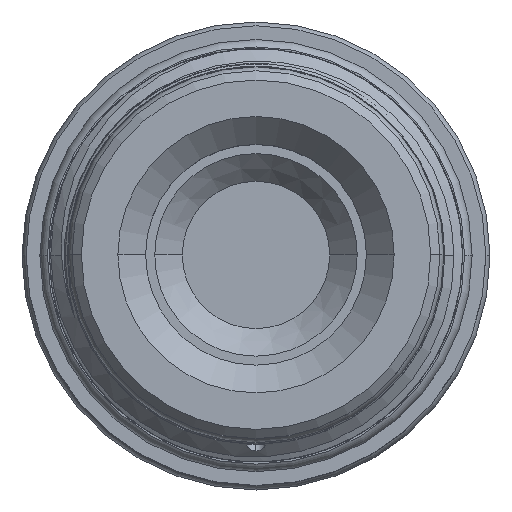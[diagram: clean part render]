
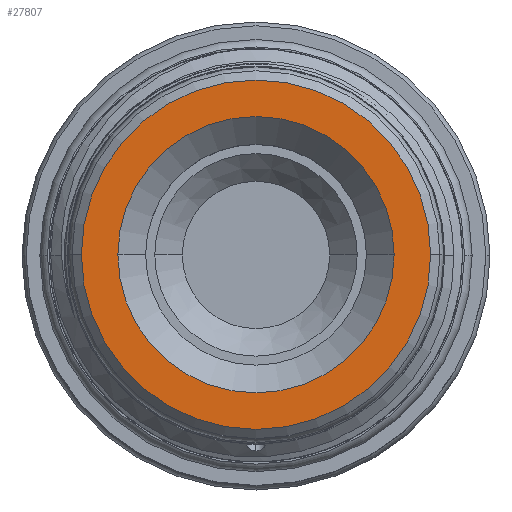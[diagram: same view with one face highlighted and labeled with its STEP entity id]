
A CAD part, top view. The second image highlights one B-rep face of the part: STEP entity #27807.
In plain terms, the highlighted planar face has unit normal (0, 0, 1).
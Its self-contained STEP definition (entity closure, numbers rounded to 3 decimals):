
#515 = CIRCLE ( 'NONE', #33160, 11.925 ) ;
#6898 = DIRECTION ( 'NONE',  ( 0., 0., 1. ) ) ;
#7088 = EDGE_LOOP ( 'NONE', ( #47981, #25538 ) ) ;
#7722 = ORIENTED_EDGE ( 'NONE', *, *, #47353, .F. ) ;
#8013 = CARTESIAN_POINT ( 'NONE',  ( 15.075, 0., 13.677 ) ) ;
#10272 = DIRECTION ( 'NONE',  ( -1., 0., 0. ) ) ;
#10598 = DIRECTION ( 'NONE',  ( 0., 0., -1. ) ) ;
#12416 = CARTESIAN_POINT ( 'NONE',  ( -15.075, 0., 13.677 ) ) ;
#13428 = CARTESIAN_POINT ( 'NONE',  ( 0., 0., 13.677 ) ) ;
#13651 = AXIS2_PLACEMENT_3D ( 'NONE', #35019, #6898, #51220 ) ;
#13782 = EDGE_CURVE ( 'NONE', #42159, #46665, #48914, .T. ) ;
#13883 = CARTESIAN_POINT ( 'NONE',  ( 0., 0., 13.677 ) ) ;
#18675 = EDGE_CURVE ( 'NONE', #40794, #47667, #63416, .T. ) ;
#22832 = AXIS2_PLACEMENT_3D ( 'NONE', #44224, #59166, #10272 ) ;
#25538 = ORIENTED_EDGE ( 'NONE', *, *, #13782, .F. ) ;
#25741 = CARTESIAN_POINT ( 'NONE',  ( 0., 0., 13.677 ) ) ;
#27040 = ORIENTED_EDGE ( 'NONE', *, *, #18675, .F. ) ;
#27807 = ADVANCED_FACE ( 'NONE', ( #55939, #42026 ), #50386, .T. ) ;
#28128 = DIRECTION ( 'NONE',  ( 0., 0., 1. ) ) ;
#28586 = DIRECTION ( 'NONE',  ( 0., 0., 1. ) ) ;
#30013 = EDGE_CURVE ( 'NONE', #46665, #42159, #43730, .T. ) ;
#33160 = AXIS2_PLACEMENT_3D ( 'NONE', #13428, #28128, #62343 ) ;
#35019 = CARTESIAN_POINT ( 'NONE',  ( -15.075, 0., 13.677 ) ) ;
#36155 = AXIS2_PLACEMENT_3D ( 'NONE', #13883, #28586, #63013 ) ;
#40093 = CARTESIAN_POINT ( 'NONE',  ( -11.925, 0., 13.677 ) ) ;
#40794 = VERTEX_POINT ( 'NONE', #40093 ) ;
#42026 = FACE_BOUND ( 'NONE', #63644, .T. ) ;
#42159 = VERTEX_POINT ( 'NONE', #8013 ) ;
#43730 = CIRCLE ( 'NONE', #60933, 15.075 ) ;
#44224 = CARTESIAN_POINT ( 'NONE',  ( 0., 0., 13.677 ) ) ;
#46665 = VERTEX_POINT ( 'NONE', #12416 ) ;
#47353 = EDGE_CURVE ( 'NONE', #47667, #40794, #515, .T. ) ;
#47667 = VERTEX_POINT ( 'NONE', #53233 ) ;
#47981 = ORIENTED_EDGE ( 'NONE', *, *, #30013, .F. ) ;
#48914 = CIRCLE ( 'NONE', #22832, 15.075 ) ;
#50386 = PLANE ( 'NONE',  #13651 ) ;
#51220 = DIRECTION ( 'NONE',  ( 1., 0., 0. ) ) ;
#53233 = CARTESIAN_POINT ( 'NONE',  ( 11.925, 0., 13.677 ) ) ;
#55939 = FACE_OUTER_BOUND ( 'NONE', #7088, .T. ) ;
#59166 = DIRECTION ( 'NONE',  ( 0., 0., -1. ) ) ;
#60364 = DIRECTION ( 'NONE',  ( -1., 0., 0. ) ) ;
#60933 = AXIS2_PLACEMENT_3D ( 'NONE', #25741, #10598, #60364 ) ;
#62343 = DIRECTION ( 'NONE',  ( 1., 0., 0. ) ) ;
#63013 = DIRECTION ( 'NONE',  ( 1., 0., 0. ) ) ;
#63416 = CIRCLE ( 'NONE', #36155, 11.925 ) ;
#63644 = EDGE_LOOP ( 'NONE', ( #7722, #27040 ) ) ;
